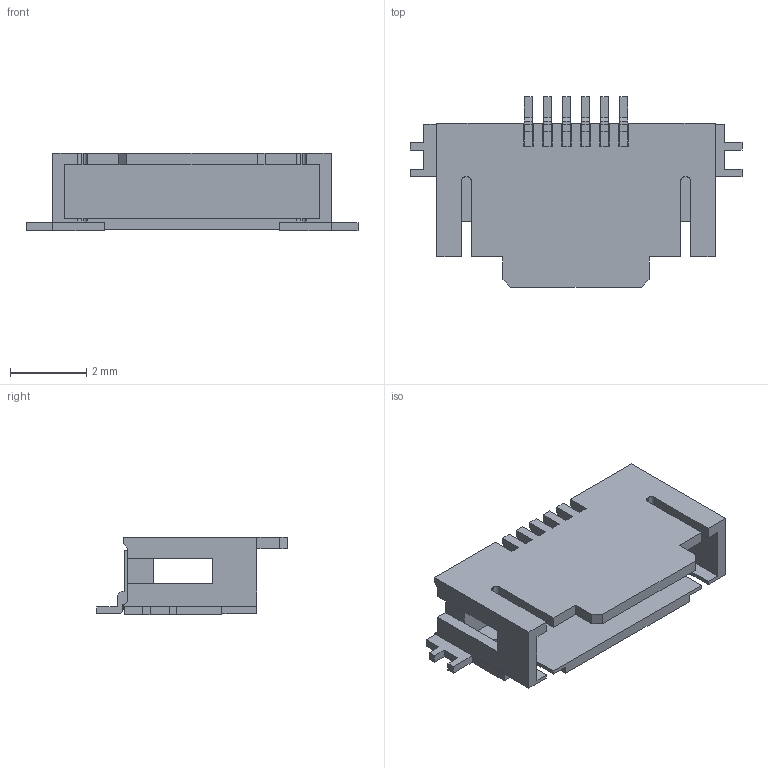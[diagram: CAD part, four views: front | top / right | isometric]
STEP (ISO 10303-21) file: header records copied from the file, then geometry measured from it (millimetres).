
FILE_DESCRIPTION (( 'STEP AP214' ), '1' );
FILE_NAME ('CONN-SMD_527450697.step', '2022-08-01T04:53:11', ( '' ), ( '' ), 'SwSTEP 2.0', 'SolidWorks 2020', '' );
FILE_SCHEMA (( 'AUTOMOTIVE_DESIGN' ));
Length unit declared in the file: millimetre
Products named in the file (1): CONN-SMD_527450697
Bounding box: 8.7 x 5 x 2.02 mm (x, y, z)
Volume: 22.7 mm3; surface area: 184.5 mm2
Topology: 14 solids, 14 shells, 515 faces, 1426 edges, 948 vertices
Faces by surface type: plane 387, bspline 114, cylinder 14
Entity records: 21616 total; most frequent: CARTESIAN_POINT 5252, ORIENTED_EDGE 2852, DIRECTION 2026, EDGE_CURVE 1426, LINE 1166, VECTOR 1166, VERTEX_POINT 948, EDGE_LOOP 540
